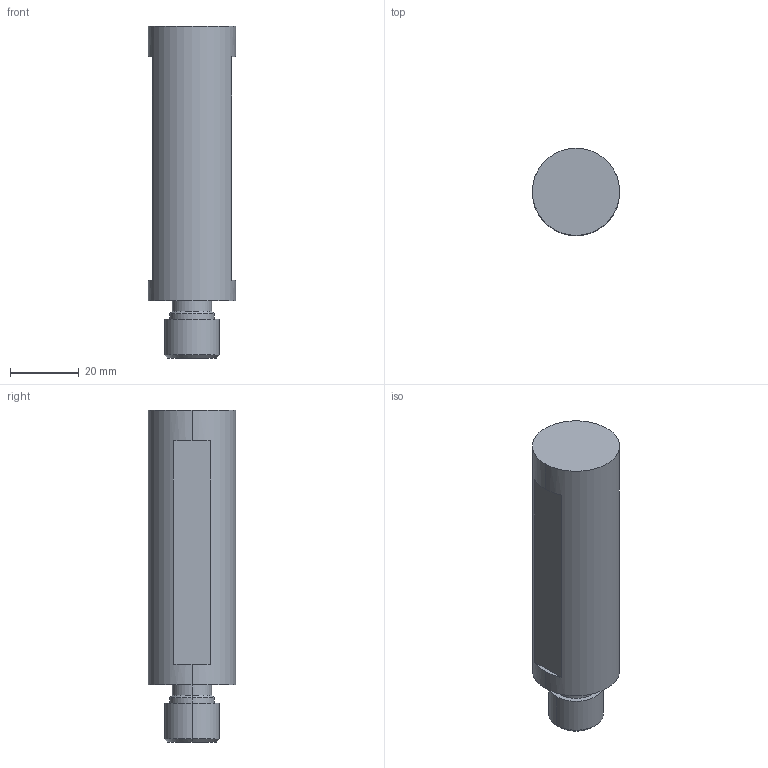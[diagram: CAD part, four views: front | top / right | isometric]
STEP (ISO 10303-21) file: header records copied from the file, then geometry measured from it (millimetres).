
FILE_DESCRIPTION (( 'STEP AP203' ), '1' );
FILE_NAME ('STP-5271-123-A6411-080-AA(SATE-04891-C25.4-80).STEP', '2022-06-15T09:06:40', ( '' ), ( '' ), 'SwSTEP 2.0', 'SolidWorks 2017', '' );
FILE_SCHEMA (( 'CONFIG_CONTROL_DESIGN' ));
Length unit declared in the file: millimetre
Products named in the file (1): STP-5271-123-A6411-080-AA(SATE-04891-C25.4-80)
Bounding box: 25.4 x 25.4 x 96.6 mm (x, y, z)
Volume: 41565.7 mm3; surface area: 8697.2 mm2
Topology: 1 solids, 1 shells, 25 faces, 54 edges, 34 vertices
Faces by surface type: plane 11, cylinder 10, cone 4
Entity records: 767 total; most frequent: DIRECTION 136, CARTESIAN_POINT 114, ORIENTED_EDGE 108, AXIS2_PLACEMENT_3D 56, EDGE_CURVE 54, VERTEX_POINT 34, CIRCLE 30, EDGE_LOOP 28
